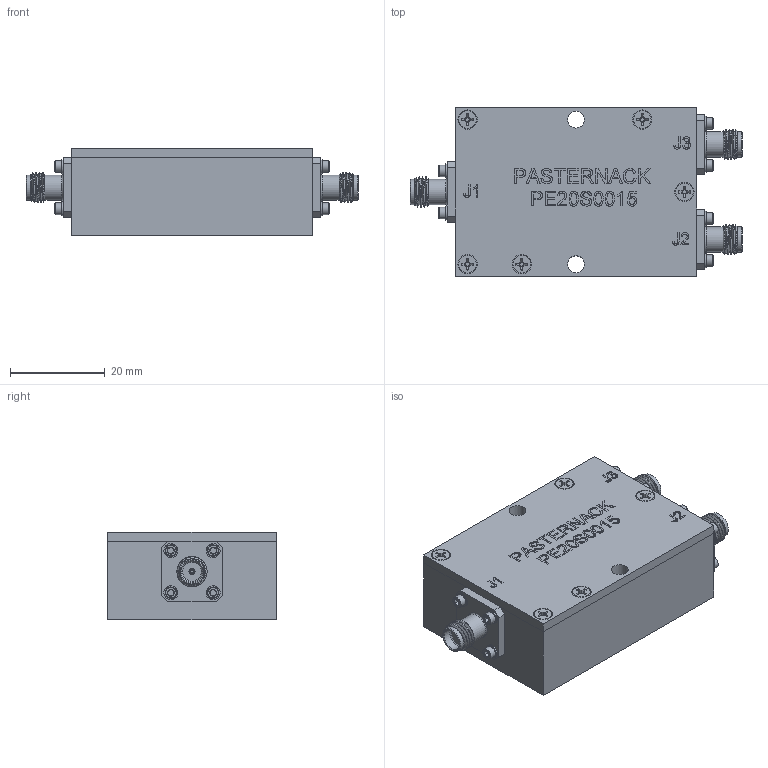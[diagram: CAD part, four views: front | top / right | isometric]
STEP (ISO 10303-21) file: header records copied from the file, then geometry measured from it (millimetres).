
FILE_DESCRIPTION (( 'STEP AP203' ), '1' );
FILE_NAME ('PE20S0015_3D.step', '2020-08-12T22:34:32', ( '' ), ( '' ), 'SwSTEP 2.0', 'SolidWorks 2018', '' );
FILE_SCHEMA (( 'CONFIG_CONTROL_DESIGN' ));
Length unit declared in the file: inch
Products named in the file (1): PE20S0015_3D
Bounding box: 69.95 x 35.56 x 18.5 mm (x, y, z)
Volume: 34334.5 mm3; surface area: 9010.5 mm2
Topology: 1 solids, 13 shells, 992 faces, 2385 edges, 1537 vertices
Faces by surface type: plane 496, bspline 200, cylinder 148, cone 145, torus 3
Full cylindrical faces by diameter (mm): 0.508 x2, 1.016 x3, 1.27 x6, 1.524 x36, 1.854 x15, 2.438 x12, 2.946 x12, 3.556 x2, 4.064 x5, 4.521 x3, 5.08 x3, 5.334 x6
Entity records: 50676 total; most frequent: CARTESIAN_POINT 31046, ORIENTED_EDGE 4218, DIRECTION 3302, EDGE_CURVE 2109, VERTEX_POINT 1422, EDGE_LOOP 1227, AXIS2_PLACEMENT_3D 1152, FACE_OUTER_BOUND 1040
